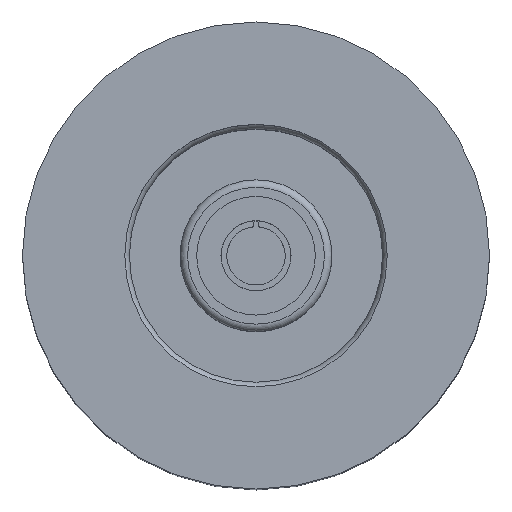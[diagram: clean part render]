
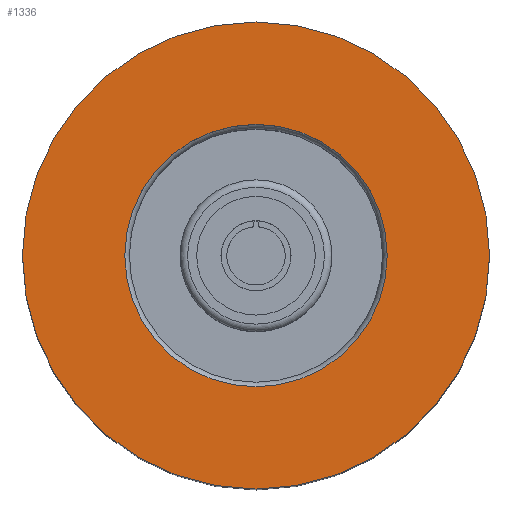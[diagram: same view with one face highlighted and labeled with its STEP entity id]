
A CAD part, top view. The second image highlights one B-rep face of the part: STEP entity #1336.
In plain terms, the highlighted planar face has unit normal (0, 0, 1).
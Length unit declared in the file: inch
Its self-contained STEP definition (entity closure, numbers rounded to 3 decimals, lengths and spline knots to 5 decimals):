
#57=PLANE($,#1532);
#222=CIRCLE($,#1473,0.281);
#224=CIRCLE($,#1476,0.5);
#318=FACE_BOUND($,#562,.T.);
#410=FACE_OUTER_BOUND($,#561,.T.);
#561=EDGE_LOOP($,(#1206));
#562=EDGE_LOOP($,(#1207));
#689=VERTEX_POINT($,#2970);
#691=VERTEX_POINT($,#2975);
#852=EDGE_CURVE($,#689,#689,#222,.T.);
#854=EDGE_CURVE($,#691,#691,#224,.T.);
#1206=ORIENTED_EDGE($,*,*,#854,.T.);
#1207=ORIENTED_EDGE($,*,*,#852,.F.);
#1336=ADVANCED_FACE($,(#410,#318),#57,.F.);
#1473=AXIS2_PLACEMENT_3D($,#2971,#1820,#1821);
#1476=AXIS2_PLACEMENT_3D($,#2976,#1826,#1827);
#1532=AXIS2_PLACEMENT_3D($,#3090,#1938,#1939);
#1820=DIRECTION('center_axis',(0.,0.,1.));
#1821=DIRECTION('ref_axis',(0.,-1.,0.));
#1826=DIRECTION('center_axis',(0.,0.,1.));
#1827=DIRECTION('ref_axis',(0.,-1.,0.));
#1938=DIRECTION('center_axis',(0.,0.,-1.));
#1939=DIRECTION('ref_axis',(0.,1.,0.));
#2970=CARTESIAN_POINT('',(0.,-0.281,0.5));
#2971=CARTESIAN_POINT('Origin',(0.,0.,0.5));
#2975=CARTESIAN_POINT('',(0.,-0.5,0.5));
#2976=CARTESIAN_POINT('Origin',(0.,0.,0.5));
#3090=CARTESIAN_POINT('Origin',(0.,0.281,0.5));
